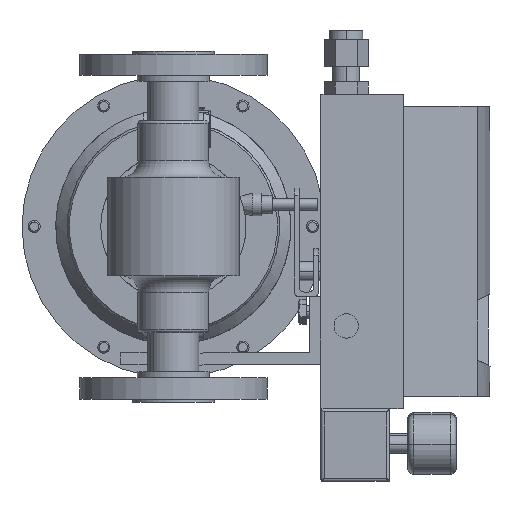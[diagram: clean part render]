
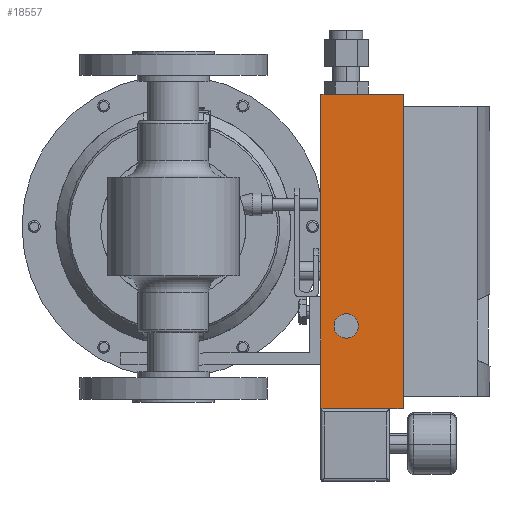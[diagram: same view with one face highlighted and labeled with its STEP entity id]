
A CAD part, front view. The second image highlights one B-rep face of the part: STEP entity #18557.
In plain terms, the highlighted planar face has unit normal (0, -1, 0).
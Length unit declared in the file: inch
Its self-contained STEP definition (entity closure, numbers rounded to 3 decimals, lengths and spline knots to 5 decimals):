
#481 = EDGE_CURVE ( 'NONE', #24701, #8842, #12509, .T. ) ;
#699 = VECTOR ( 'NONE', #3639, 39.37008 ) ;
#1883 = FACE_BOUND ( 'NONE', #29077, .T. ) ;
#2086 = EDGE_CURVE ( 'NONE', #17160, #11771, #27479, .T. ) ;
#2448 = VERTEX_POINT ( 'NONE', #5864 ) ;
#2719 = CARTESIAN_POINT ( 'NONE',  ( 3.31835, 4.37456, -2.05174 ) ) ;
#2946 = CIRCLE ( 'NONE', #28682, 0.25157 ) ;
#3538 = ORIENTED_EDGE ( 'NONE', *, *, #481, .T. ) ;
#3609 = CARTESIAN_POINT ( 'NONE',  ( 4.74881, 4.37456, 2.73652 ) ) ;
#3639 = DIRECTION ( 'NONE',  ( 0., 0., -1. ) ) ;
#4597 = LINE ( 'NONE', #4813, #29444 ) ;
#4787 = DIRECTION ( 'NONE',  ( 0., 0., -1. ) ) ;
#4813 = CARTESIAN_POINT ( 'NONE',  ( 3.04884, 4.37456, -3.51348 ) ) ;
#5864 = CARTESIAN_POINT ( 'NONE',  ( 3.04884, 4.37456, -2.84348 ) ) ;
#5922 = CARTESIAN_POINT ( 'NONE',  ( 3.04884, 4.37456, 2.73652 ) ) ;
#6374 = CARTESIAN_POINT ( 'NONE',  ( 3.56992, 4.37456, -2.05174 ) ) ;
#6461 = DIRECTION ( 'NONE',  ( 0., -1., 0. ) ) ;
#7027 = DIRECTION ( 'NONE',  ( -1., 0., 0. ) ) ;
#8101 = CARTESIAN_POINT ( 'NONE',  ( 4.74881, 4.37456, -3.76348 ) ) ;
#8842 = VERTEX_POINT ( 'NONE', #13832 ) ;
#9145 = CARTESIAN_POINT ( 'NONE',  ( 4.74881, 4.37456, 2.48652 ) ) ;
#9469 = LINE ( 'NONE', #13008, #11663 ) ;
#9584 = EDGE_CURVE ( 'NONE', #11771, #21228, #30182, .T. ) ;
#9695 = EDGE_CURVE ( 'NONE', #10391, #15909, #2946, .T. ) ;
#10391 = VERTEX_POINT ( 'NONE', #17052 ) ;
#11055 = VECTOR ( 'NONE', #23814, 39.37008 ) ;
#11357 = CARTESIAN_POINT ( 'NONE',  ( 4.74881, 4.37456, 2.73652 ) ) ;
#11663 = VECTOR ( 'NONE', #13082, 39.37008 ) ;
#11705 = ORIENTED_EDGE ( 'NONE', *, *, #15810, .F. ) ;
#11771 = VERTEX_POINT ( 'NONE', #19278 ) ;
#12509 = LINE ( 'NONE', #19282, #14179 ) ;
#12914 = ORIENTED_EDGE ( 'NONE', *, *, #9584, .F. ) ;
#13008 = CARTESIAN_POINT ( 'NONE',  ( 3.04884, 4.37456, 2.73652 ) ) ;
#13082 = DIRECTION ( 'NONE',  ( 1., 0., 0. ) ) ;
#13194 = CARTESIAN_POINT ( 'NONE',  ( 3.04884, 4.37456, -3.76348 ) ) ;
#13694 = ORIENTED_EDGE ( 'NONE', *, *, #19229, .F. ) ;
#13750 = FACE_OUTER_BOUND ( 'NONE', #29610, .T. ) ;
#13832 = CARTESIAN_POINT ( 'NONE',  ( 4.46625, 4.37456, -3.76348 ) ) ;
#14179 = VECTOR ( 'NONE', #26940, 39.37008 ) ;
#15810 = EDGE_CURVE ( 'NONE', #30078, #17160, #33004, .T. ) ;
#15909 = VERTEX_POINT ( 'NONE', #2719 ) ;
#16217 = DIRECTION ( 'NONE',  ( 0., 0., -1. ) ) ;
#16853 = ORIENTED_EDGE ( 'NONE', *, *, #25411, .T. ) ;
#17052 = CARTESIAN_POINT ( 'NONE',  ( 3.82149, 4.37456, -2.05174 ) ) ;
#17108 = ORIENTED_EDGE ( 'NONE', *, *, #2086, .F. ) ;
#17160 = VERTEX_POINT ( 'NONE', #27123 ) ;
#17183 = EDGE_CURVE ( 'NONE', #15909, #10391, #20740, .T. ) ;
#17241 = VECTOR ( 'NONE', #30395, 39.37008 ) ;
#18029 = CARTESIAN_POINT ( 'NONE',  ( 4.74881, 4.37456, -3.51348 ) ) ;
#18370 = AXIS2_PLACEMENT_3D ( 'NONE', #20341, #20372, #20378 ) ;
#18557 = ADVANCED_FACE ( 'NONE', ( #13750, #1883 ), #20006, .F. ) ;
#19229 = EDGE_CURVE ( 'NONE', #31774, #30078, #9469, .T. ) ;
#19278 = CARTESIAN_POINT ( 'NONE',  ( 4.74881, 4.37456, -3.51348 ) ) ;
#19282 = CARTESIAN_POINT ( 'NONE',  ( 6.05485, 4.37456, -3.76348 ) ) ;
#19814 = VERTEX_POINT ( 'NONE', #23858 ) ;
#20006 = PLANE ( 'NONE',  #18370 ) ;
#20341 = CARTESIAN_POINT ( 'NONE',  ( 3.04884, 4.37456, -3.51348 ) ) ;
#20372 = DIRECTION ( 'NONE',  ( 0., 1., 0. ) ) ;
#20378 = DIRECTION ( 'NONE',  ( -1., 0., 0. ) ) ;
#20740 = CIRCLE ( 'NONE', #23664, 0.25157 ) ;
#21228 = VERTEX_POINT ( 'NONE', #8101 ) ;
#21738 = ORIENTED_EDGE ( 'NONE', *, *, #17183, .F. ) ;
#22440 = CARTESIAN_POINT ( 'NONE',  ( 3.04884, 4.37456, -3.76348 ) ) ;
#22548 = ORIENTED_EDGE ( 'NONE', *, *, #23255, .T. ) ;
#23037 = ORIENTED_EDGE ( 'NONE', *, *, #9695, .F. ) ;
#23255 = EDGE_CURVE ( 'NONE', #19814, #2448, #33129, .T. ) ;
#23664 = AXIS2_PLACEMENT_3D ( 'NONE', #28382, #28407, #28443 ) ;
#23814 = DIRECTION ( 'NONE',  ( 1., 0., 0. ) ) ;
#23858 = CARTESIAN_POINT ( 'NONE',  ( 3.04884, 4.37456, -1.44348 ) ) ;
#24053 = LINE ( 'NONE', #30285, #17241 ) ;
#24596 = DIRECTION ( 'NONE',  ( 0., 0., -1. ) ) ;
#24701 = VERTEX_POINT ( 'NONE', #13194 ) ;
#25411 = EDGE_CURVE ( 'NONE', #31774, #19814, #24053, .T. ) ;
#25473 = ORIENTED_EDGE ( 'NONE', *, *, #29969, .T. ) ;
#26940 = DIRECTION ( 'NONE',  ( 1., 0., 0. ) ) ;
#27123 = CARTESIAN_POINT ( 'NONE',  ( 4.74881, 4.37456, 2.48652 ) ) ;
#27479 = LINE ( 'NONE', #9145, #27571 ) ;
#27571 = VECTOR ( 'NONE', #24596, 39.37008 ) ;
#27737 = EDGE_CURVE ( 'NONE', #8842, #21228, #30773, .T. ) ;
#27969 = VECTOR ( 'NONE', #28427, 39.37008 ) ;
#28382 = CARTESIAN_POINT ( 'NONE',  ( 3.56992, 4.37456, -2.05174 ) ) ;
#28407 = DIRECTION ( 'NONE',  ( 0., -1., 0. ) ) ;
#28427 = DIRECTION ( 'NONE',  ( 0., 0., -1. ) ) ;
#28443 = DIRECTION ( 'NONE',  ( -1., 0., 0. ) ) ;
#28652 = CARTESIAN_POINT ( 'NONE',  ( 3.04884, 4.37456, -3.51348 ) ) ;
#28682 = AXIS2_PLACEMENT_3D ( 'NONE', #6374, #6461, #7027 ) ;
#29077 = EDGE_LOOP ( 'NONE', ( #21738, #23037 ) ) ;
#29444 = VECTOR ( 'NONE', #4787, 39.37008 ) ;
#29610 = EDGE_LOOP ( 'NONE', ( #3538, #32608, #12914, #17108, #11705, #13694, #16853, #22548, #25473 ) ) ;
#29969 = EDGE_CURVE ( 'NONE', #2448, #24701, #4597, .T. ) ;
#30078 = VERTEX_POINT ( 'NONE', #11357 ) ;
#30147 = VECTOR ( 'NONE', #16217, 39.37008 ) ;
#30182 = LINE ( 'NONE', #18029, #30147 ) ;
#30285 = CARTESIAN_POINT ( 'NONE',  ( 3.04884, 4.37456, -3.51348 ) ) ;
#30395 = DIRECTION ( 'NONE',  ( 0., 0., -1. ) ) ;
#30773 = LINE ( 'NONE', #22440, #11055 ) ;
#31774 = VERTEX_POINT ( 'NONE', #5922 ) ;
#32608 = ORIENTED_EDGE ( 'NONE', *, *, #27737, .T. ) ;
#33004 = LINE ( 'NONE', #3609, #699 ) ;
#33129 = LINE ( 'NONE', #28652, #27969 ) ;
